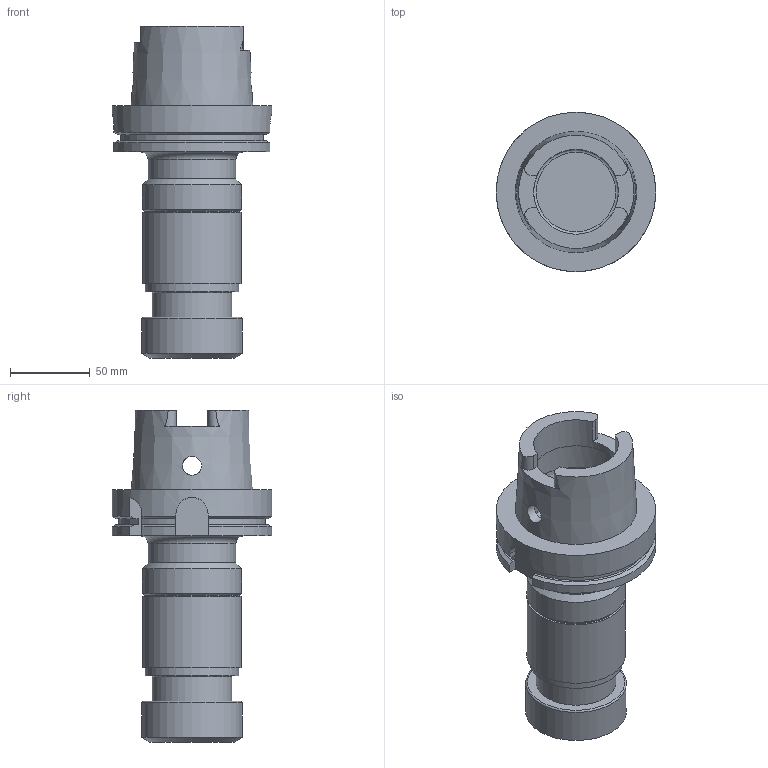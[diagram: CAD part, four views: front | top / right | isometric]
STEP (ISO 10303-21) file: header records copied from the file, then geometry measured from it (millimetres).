
FILE_DESCRIPTION(/* description */ (''),/* implementation_level */ '2;1');
FILE_NAME(/* name */ '1725528442121.stp',/* time_stamp */ '2024-09-05T11:27:26+02:00',/* author */ (''),/* organization */ ('SMS'),/* preprocessor_version */ 'ST-DEVELOPER v16.7',/* originating_system */ 'SIEMENS PLM Software NX 12.0',/* authorisation */ '');
FILE_SCHEMA (('AUTOMOTIVE_DESIGN { 1 0 10303 214 3 1 1 1 }'));
Length unit declared in the file: millimetre
Products named in the file (1): 205373846mod000_00
Bounding box: 99.93 x 99.93 x 207.9 mm (x, y, z)
Volume: 621230 mm3; surface area: 75564.6 mm2
Topology: 1 solids, 1 shells, 82 faces, 217 edges, 145 vertices
Faces by surface type: plane 36, cylinder 28, cone 13, torus 5
Full cylindrical faces by diameter (mm): 12 x2, 49.987 x1, 53.06 x2, 55 x1, 58.4 x1, 59.4 x1, 62 x1, 62.001 x1, 63 x1, 63.095 x1, 99.93 x1
Entity records: 2533 total; most frequent: CARTESIAN_POINT 605, DIRECTION 396, ORIENTED_EDGE 356, EDGE_CURVE 178, AXIS2_PLACEMENT_3D 161, VERTEX_POINT 129, EDGE_LOOP 117, ADVANCED_FACE 82
